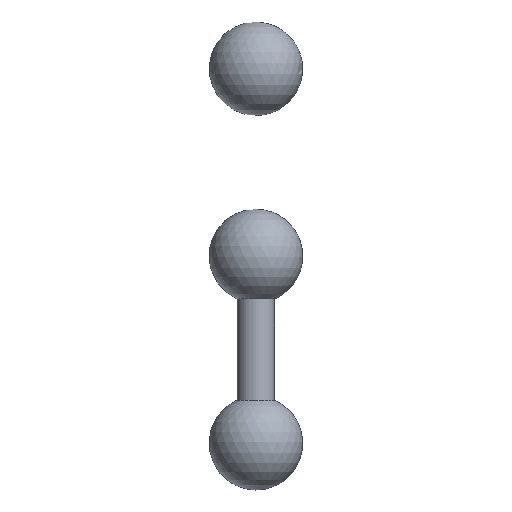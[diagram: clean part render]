
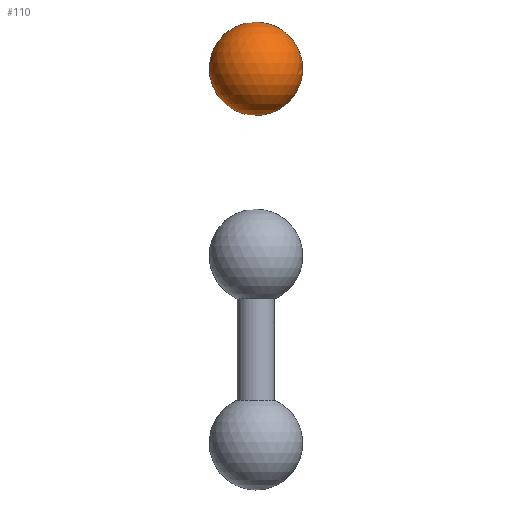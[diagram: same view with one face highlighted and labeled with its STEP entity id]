
A CAD part, front view. The second image highlights one B-rep face of the part: STEP entity #110.
In plain terms, the highlighted spherical face has radius 5 mm.
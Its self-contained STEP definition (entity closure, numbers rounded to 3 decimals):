
#110 = ADVANCED_FACE('',(#111),#115,.T.);
#111 = FACE_BOUND('',#112,.T.);
#112 = VERTEX_LOOP('',#113);
#113 = VERTEX_POINT('',#114);
#114 = CARTESIAN_POINT('',(0.,-0.,-5.));
#115 = SPHERICAL_SURFACE('',#116,5.);
#116 = AXIS2_PLACEMENT_3D('',#117,#118,#119);
#117 = CARTESIAN_POINT('',(0.,0.,0.));
#118 = DIRECTION('',(0.,0.,1.));
#119 = DIRECTION('',(1.,0.,-0.));
